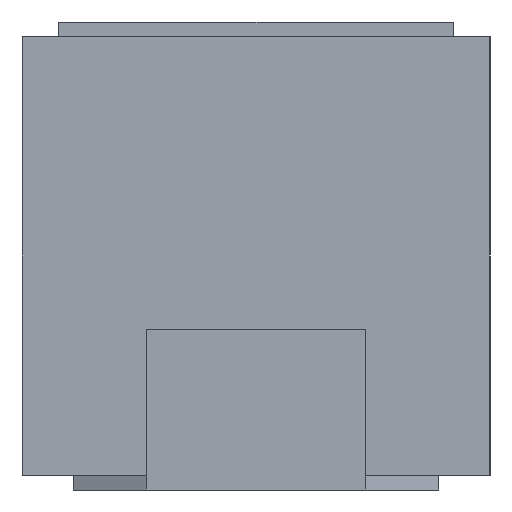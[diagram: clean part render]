
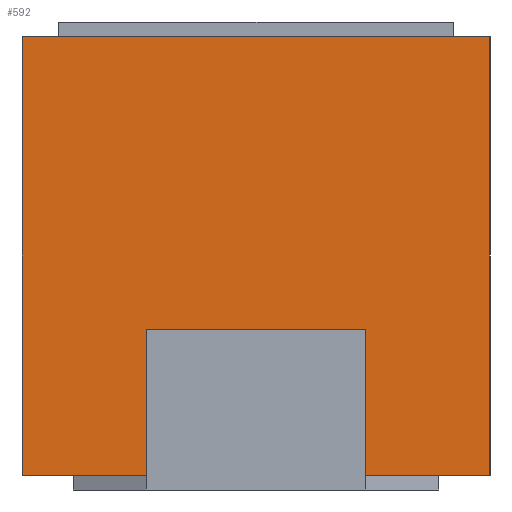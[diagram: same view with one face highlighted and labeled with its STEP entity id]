
A CAD part, left-side view. The second image highlights one B-rep face of the part: STEP entity #592.
In plain terms, the highlighted planar face has unit normal (-1, 0, 0).
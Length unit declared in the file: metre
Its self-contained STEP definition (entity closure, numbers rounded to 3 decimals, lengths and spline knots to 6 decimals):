
#36=ORIENTED_EDGE('',*,*,#194,.F.);
#37=ORIENTED_EDGE('',*,*,#182,.T.);
#38=ORIENTED_EDGE('',*,*,#195,.F.);
#39=ORIENTED_EDGE('',*,*,#196,.F.);
#40=ORIENTED_EDGE('',*,*,#197,.T.);
#41=ORIENTED_EDGE('',*,*,#188,.T.);
#42=ORIENTED_EDGE('',*,*,#198,.T.);
#43=ORIENTED_EDGE('',*,*,#199,.F.);
#182=EDGE_CURVE('',#262,#261,#314,.T.);
#188=EDGE_CURVE('',#268,#267,#320,.T.);
#194=EDGE_CURVE('',#262,#272,#326,.T.);
#195=EDGE_CURVE('',#273,#261,#327,.T.);
#196=EDGE_CURVE('',#274,#273,#328,.T.);
#197=EDGE_CURVE('',#274,#268,#329,.T.);
#198=EDGE_CURVE('',#267,#275,#330,.T.);
#199=EDGE_CURVE('',#272,#275,#331,.T.);
#261=VERTEX_POINT('',#1020);
#262=VERTEX_POINT('',#1022);
#267=VERTEX_POINT('',#1032);
#268=VERTEX_POINT('',#1034);
#272=VERTEX_POINT('',#1045);
#273=VERTEX_POINT('',#1047);
#274=VERTEX_POINT('',#1049);
#275=VERTEX_POINT('',#1052);
#314=LINE('',#1021,#394);
#320=LINE('',#1033,#400);
#326=LINE('',#1044,#406);
#327=LINE('',#1046,#407);
#328=LINE('',#1048,#408);
#329=LINE('',#1050,#409);
#330=LINE('',#1051,#410);
#331=LINE('',#1053,#411);
#394=VECTOR('',#870,1.);
#400=VECTOR('',#876,1.);
#406=VECTOR('',#884,1.);
#407=VECTOR('',#885,1.);
#408=VECTOR('',#886,1.);
#409=VECTOR('',#887,1.);
#410=VECTOR('',#888,1.);
#411=VECTOR('',#889,1.);
#466=EDGE_LOOP('',(#36,#37,#38,#39,#40,#41,#42,#43));
#498=FACE_BOUND('',#466,.T.);
#530=PLANE('',#825);
#592=ADVANCED_FACE('',(#498),#530,.F.);
#825=AXIS2_PLACEMENT_3D('',#1043,#882,#883);
#870=DIRECTION('',(0.,-1.,0.));
#876=DIRECTION('',(0.,-1.,0.));
#882=DIRECTION('',(1.,0.,0.));
#883=DIRECTION('',(0.,1.,0.));
#884=DIRECTION('',(0.,0.,1.));
#885=DIRECTION('',(0.,0.,-1.));
#886=DIRECTION('',(0.,-1.,0.));
#887=DIRECTION('',(0.,0.,-1.));
#888=DIRECTION('',(0.,0.,1.));
#889=DIRECTION('',(0.,1.,0.));
#1020=CARTESIAN_POINT('',(-0.00031,-0.00016,0.));
#1021=CARTESIAN_POINT('',(-0.00031,0.,0.));
#1022=CARTESIAN_POINT('',(-0.00031,-0.000075,0.));
#1032=CARTESIAN_POINT('',(-0.00031,0.000075,0.));
#1033=CARTESIAN_POINT('',(-0.00031,0.,0.));
#1034=CARTESIAN_POINT('',(-0.00031,0.00016,0.));
#1043=CARTESIAN_POINT('',(-0.00031,0.,0.0003));
#1044=CARTESIAN_POINT('',(-0.00031,-0.000075,-0.00001));
#1045=CARTESIAN_POINT('',(-0.00031,-0.000075,0.0001));
#1046=CARTESIAN_POINT('',(-0.00031,-0.00016,0.0003));
#1047=CARTESIAN_POINT('',(-0.00031,-0.00016,0.0003));
#1048=CARTESIAN_POINT('',(-0.00031,0.,0.0003));
#1049=CARTESIAN_POINT('',(-0.00031,0.00016,0.0003));
#1050=CARTESIAN_POINT('',(-0.00031,0.00016,0.0003));
#1051=CARTESIAN_POINT('',(-0.00031,0.000075,-0.00001));
#1052=CARTESIAN_POINT('',(-0.00031,0.000075,0.0001));
#1053=CARTESIAN_POINT('',(-0.00031,0.,0.0001));
